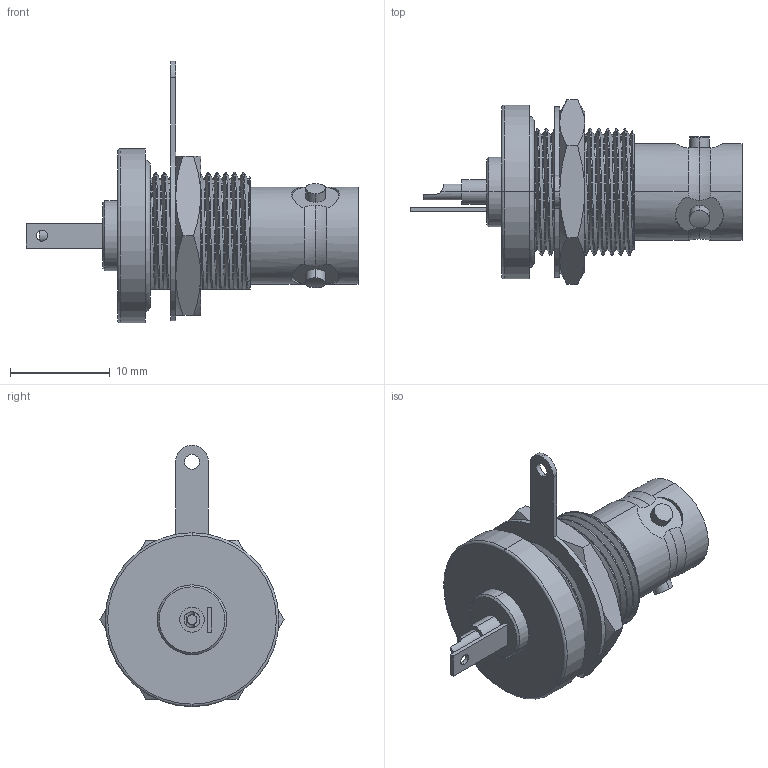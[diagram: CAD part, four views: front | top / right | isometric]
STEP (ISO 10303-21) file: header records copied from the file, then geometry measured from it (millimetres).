
FILE_DESCRIPTION (( 'STEP AP214' ), '1' );
FILE_NAME ('FMCN10-06570_3D.step', '2023-08-09T21:49:19', ( '' ), ( '' ), 'SwSTEP 2.0', 'SolidWorks 2022', '' );
FILE_SCHEMA (( 'AUTOMOTIVE_DESIGN' ));
Length unit declared in the file: inch
Products named in the file (6): 10-06570-MA4; FMCN10-06570_3D; 10-06570-MA3; 10-06570-MA5; 10-06570-MA1; 10-06570-MA6
Assembly tree (5 placements, depth 2):
  FMCN10-06570_3D
    10-06570-MA1
    10-06570-MA5
    10-06570-MA3
    10-06570-MA4
    10-06570-MA6
Bounding box: 33.32 x 18.48 x 26.23 mm (x, y, z)
Volume: 2630.9 mm3; surface area: 3390.1 mm2
Topology: 5 solids, 5 shells, 232 faces, 577 edges, 369 vertices
Faces by surface type: cylinder 73, plane 55, cone 48, bspline 42, torus 14
Entity records: 26443 total; most frequent: CARTESIAN_POINT 20599, ORIENTED_EDGE 1150, DIRECTION 906, EDGE_CURVE 575, AXIS2_PLACEMENT_3D 374, VERTEX_POINT 369, EDGE_LOOP 258, ADVANCED_FACE 232
